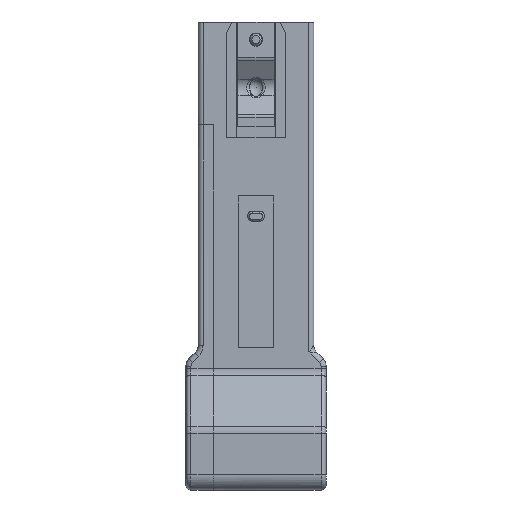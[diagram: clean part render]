
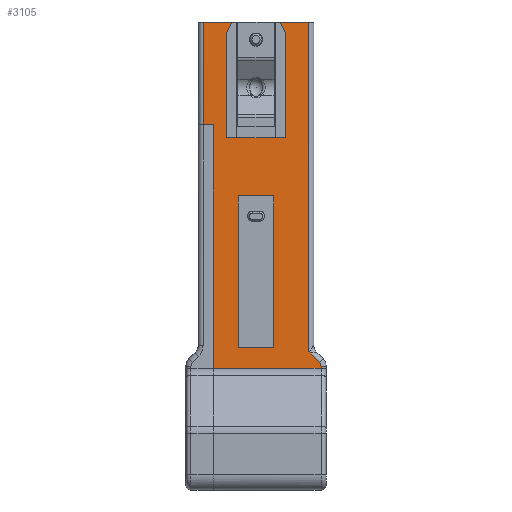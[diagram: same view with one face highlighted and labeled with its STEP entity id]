
A CAD part, front view. The second image highlights one B-rep face of the part: STEP entity #3105.
In plain terms, the highlighted planar face has unit normal (0, -1, 0).
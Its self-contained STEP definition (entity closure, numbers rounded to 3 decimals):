
#2054=PLANE('',#15935);
#3105=ADVANCED_FACE('',(#3990,#3991),#2054,.T.);
#3990=FACE_BOUND('',#4324,.T.);
#3991=FACE_BOUND('',#4325,.T.);
#4324=EDGE_LOOP('',(#5537,#5538,#5539,#5540,#5541,#5542,#5543,#5544,#5545,
#5546,#5547,#5548,#5549,#5550,#5551));
#4325=EDGE_LOOP('',(#5552,#5553,#5554,#5555));
#5537=ORIENTED_EDGE('',*,*,#10405,.T.);
#5538=ORIENTED_EDGE('',*,*,#10406,.T.);
#5539=ORIENTED_EDGE('',*,*,#10407,.F.);
#5540=ORIENTED_EDGE('',*,*,#10408,.T.);
#5541=ORIENTED_EDGE('',*,*,#10409,.F.);
#5542=ORIENTED_EDGE('',*,*,#10410,.F.);
#5543=ORIENTED_EDGE('',*,*,#10411,.T.);
#5544=ORIENTED_EDGE('',*,*,#10412,.T.);
#5545=ORIENTED_EDGE('',*,*,#10413,.F.);
#5546=ORIENTED_EDGE('',*,*,#10414,.T.);
#5547=ORIENTED_EDGE('',*,*,#10415,.T.);
#5548=ORIENTED_EDGE('',*,*,#10416,.F.);
#5549=ORIENTED_EDGE('',*,*,#10417,.T.);
#5550=ORIENTED_EDGE('',*,*,#10418,.T.);
#5551=ORIENTED_EDGE('',*,*,#10419,.T.);
#5552=ORIENTED_EDGE('',*,*,#10420,.T.);
#5553=ORIENTED_EDGE('',*,*,#10421,.T.);
#5554=ORIENTED_EDGE('',*,*,#10422,.T.);
#5555=ORIENTED_EDGE('',*,*,#10423,.T.);
#9110=VERTEX_POINT('',#21686);
#9111=VERTEX_POINT('',#21687);
#9112=VERTEX_POINT('',#21689);
#9113=VERTEX_POINT('',#21691);
#9114=VERTEX_POINT('',#21693);
#9115=VERTEX_POINT('',#21698);
#9116=VERTEX_POINT('',#21703);
#9117=VERTEX_POINT('',#21705);
#9118=VERTEX_POINT('',#21707);
#9119=VERTEX_POINT('',#21709);
#9120=VERTEX_POINT('',#21711);
#9121=VERTEX_POINT('',#21713);
#9122=VERTEX_POINT('',#21715);
#9123=VERTEX_POINT('',#21717);
#9124=VERTEX_POINT('',#21719);
#9125=VERTEX_POINT('',#21722);
#9126=VERTEX_POINT('',#21723);
#9127=VERTEX_POINT('',#21725);
#9128=VERTEX_POINT('',#21727);
#10405=EDGE_CURVE('',#9110,#9111,#13223,.T.);
#10406=EDGE_CURVE('',#9111,#9112,#13224,.T.);
#10407=EDGE_CURVE('',#9113,#9112,#13225,.T.);
#10408=EDGE_CURVE('',#9113,#9114,#13226,.T.);
#10409=EDGE_CURVE('',#9115,#9114,#12017,.T.);
#10410=EDGE_CURVE('',#9116,#9115,#12018,.T.);
#10411=EDGE_CURVE('',#9116,#9117,#13227,.T.);
#10412=EDGE_CURVE('',#9117,#9118,#13228,.T.);
#10413=EDGE_CURVE('',#9119,#9118,#12315,.T.);
#10414=EDGE_CURVE('',#9119,#9120,#13229,.T.);
#10415=EDGE_CURVE('',#9120,#9121,#13230,.T.);
#10416=EDGE_CURVE('',#9122,#9121,#13231,.T.);
#10417=EDGE_CURVE('',#9122,#9123,#13232,.T.);
#10418=EDGE_CURVE('',#9123,#9124,#13233,.T.);
#10419=EDGE_CURVE('',#9124,#9110,#13234,.T.);
#10420=EDGE_CURVE('',#9125,#9126,#13235,.T.);
#10421=EDGE_CURVE('',#9126,#9127,#13236,.T.);
#10422=EDGE_CURVE('',#9127,#9128,#13237,.T.);
#10423=EDGE_CURVE('',#9128,#9125,#13238,.T.);
#12017=B_SPLINE_CURVE_WITH_KNOTS('',3,(#21694,#21695,#21696,#21697),
 .UNSPECIFIED.,.F.,.F.,(4,4),(0.,1.),.UNSPECIFIED.);
#12018=B_SPLINE_CURVE_WITH_KNOTS('',3,(#21699,#21700,#21701,#21702),
 .UNSPECIFIED.,.F.,.F.,(4,4),(0.,1.),.UNSPECIFIED.);
#12315=CIRCLE('',#15934,0.5);
#13223=LINE('',#21685,#14382);
#13224=LINE('',#21688,#14383);
#13225=LINE('',#21690,#14384);
#13226=LINE('',#21692,#14385);
#13227=LINE('',#21704,#14386);
#13228=LINE('',#21706,#14387);
#13229=LINE('',#21710,#14388);
#13230=LINE('',#21712,#14389);
#13231=LINE('',#21714,#14390);
#13232=LINE('',#21716,#14391);
#13233=LINE('',#21718,#14392);
#13234=LINE('',#21720,#14393);
#13235=LINE('',#21721,#14394);
#13236=LINE('',#21724,#14395);
#13237=LINE('',#21726,#14396);
#13238=LINE('',#21728,#14397);
#14382=VECTOR('',#17487,1.);
#14383=VECTOR('',#17488,1.);
#14384=VECTOR('',#17489,1.);
#14385=VECTOR('',#17490,1.);
#14386=VECTOR('',#17491,1.);
#14387=VECTOR('',#17492,1.);
#14388=VECTOR('',#17495,1.);
#14389=VECTOR('',#17496,1.);
#14390=VECTOR('',#17497,1.);
#14391=VECTOR('',#17498,1.);
#14392=VECTOR('',#17499,1.);
#14393=VECTOR('',#17500,1.);
#14394=VECTOR('',#17501,1.);
#14395=VECTOR('',#17502,1.);
#14396=VECTOR('',#17503,1.);
#14397=VECTOR('',#17504,1.);
#15934=AXIS2_PLACEMENT_3D('',#21708,#17493,#17494);
#15935=AXIS2_PLACEMENT_3D('',#21729,#17505,#17506);
#17487=DIRECTION('',(0.,0.,1.));
#17488=DIRECTION('',(0.447,0.,0.894));
#17489=DIRECTION('',(1.,0.,0.));
#17490=DIRECTION('',(0.,0.,-1.));
#17491=DIRECTION('',(1.,0.,0.));
#17492=DIRECTION('',(0.,0.,1.));
#17493=DIRECTION('',(0.,1.,0.));
#17494=DIRECTION('',(0.,0.,-1.));
#17495=DIRECTION('',(-0.707,0.,0.707));
#17496=DIRECTION('',(0.,0.,1.));
#17497=DIRECTION('',(1.,0.,0.));
#17498=DIRECTION('',(0.447,0.,-0.894));
#17499=DIRECTION('',(0.,0.,-1.));
#17500=DIRECTION('',(-1.,0.,0.));
#17501=DIRECTION('',(1.,0.,0.));
#17502=DIRECTION('',(0.,0.,-1.));
#17503=DIRECTION('',(-1.,0.,0.));
#17504=DIRECTION('',(0.,0.,1.));
#17505=DIRECTION('',(0.,-1.,0.));
#17506=DIRECTION('',(0.,0.,-1.));
#21685=CARTESIAN_POINT('',(-2.9,-13.175,3.7));
#21686=CARTESIAN_POINT('',(-2.9,-13.175,3.7));
#21687=CARTESIAN_POINT('',(-2.9,-13.175,14.2));
#21688=CARTESIAN_POINT('',(-2.9,-13.175,14.2));
#21689=CARTESIAN_POINT('',(-2.4,-13.175,15.2));
#21690=CARTESIAN_POINT('',(-5.75,-13.175,15.2));
#21691=CARTESIAN_POINT('',(-5.25,-13.175,15.2));
#21692=CARTESIAN_POINT('',(-5.25,-13.175,5.27));
#21693=CARTESIAN_POINT('',(-5.25,-13.175,5.));
#21694=CARTESIAN_POINT('',(-4.25,-13.175,5.));
#21695=CARTESIAN_POINT('',(-4.583,-13.175,5.));
#21696=CARTESIAN_POINT('',(-4.917,-13.175,5.));
#21697=CARTESIAN_POINT('',(-5.25,-13.175,5.));
#21698=CARTESIAN_POINT('',(-4.25,-13.175,5.));
#21699=CARTESIAN_POINT('',(-4.25,-13.175,-19.137));
#21700=CARTESIAN_POINT('',(-4.25,-13.175,-11.091));
#21701=CARTESIAN_POINT('',(-4.25,-13.175,-3.046));
#21702=CARTESIAN_POINT('',(-4.25,-13.175,5.));
#21703=CARTESIAN_POINT('',(-4.25,-13.175,-19.137));
#21704=CARTESIAN_POINT('',(6.95,-13.175,-19.137));
#21705=CARTESIAN_POINT('',(6.45,-13.175,-19.137));
#21706=CARTESIAN_POINT('',(6.45,-13.175,15.2));
#21707=CARTESIAN_POINT('',(6.45,-13.175,-18.914));
#21708=CARTESIAN_POINT('',(5.95,-13.175,-18.914));
#21709=CARTESIAN_POINT('',(6.304,-13.175,-18.561));
#21710=CARTESIAN_POINT('',(-16.604,-13.175,4.346));
#21711=CARTESIAN_POINT('',(5.25,-13.175,-17.507));
#21712=CARTESIAN_POINT('',(5.25,-13.175,15.2));
#21713=CARTESIAN_POINT('',(5.25,-13.175,15.2));
#21714=CARTESIAN_POINT('',(-5.75,-13.175,15.2));
#21715=CARTESIAN_POINT('',(2.4,-13.175,15.2));
#21716=CARTESIAN_POINT('',(2.4,-13.175,15.2));
#21717=CARTESIAN_POINT('',(2.9,-13.175,14.2));
#21718=CARTESIAN_POINT('',(2.9,-13.175,14.2));
#21719=CARTESIAN_POINT('',(2.9,-13.175,3.7));
#21720=CARTESIAN_POINT('',(2.9,-13.175,3.7));
#21721=CARTESIAN_POINT('',(-1.775,-13.175,-2.05));
#21722=CARTESIAN_POINT('',(-1.775,-13.175,-2.05));
#21723=CARTESIAN_POINT('',(1.775,-13.175,-2.05));
#21724=CARTESIAN_POINT('',(1.775,-13.175,-2.05));
#21725=CARTESIAN_POINT('',(1.775,-13.175,-17.05));
#21726=CARTESIAN_POINT('',(1.775,-13.175,-17.05));
#21727=CARTESIAN_POINT('',(-1.775,-13.175,-17.05));
#21728=CARTESIAN_POINT('',(-1.775,-13.175,-17.05));
#21729=CARTESIAN_POINT('',(-5.75,-13.175,15.2));
